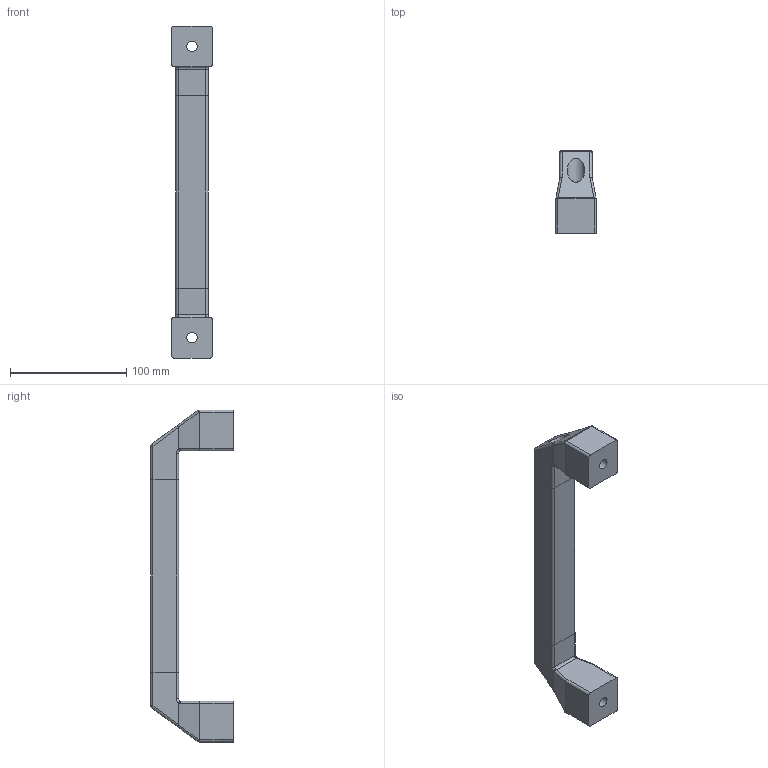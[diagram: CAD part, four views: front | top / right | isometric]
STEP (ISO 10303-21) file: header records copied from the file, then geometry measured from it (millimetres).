
FILE_DESCRIPTION (( 'STEP AP203' ), '1' );
FILE_NAME ('AL-380.0800A.01.STEP', '2023-07-27T13:32:57', ( '' ), ( '' ), 'SwSTEP 2.0', 'SolidWorks 2021', '' );
FILE_SCHEMA (( 'CONFIG_CONTROL_DESIGN' ));
Length unit declared in the file: millimetre
Products named in the file (1): AL-380.0800A.01
Bounding box: 35 x 71 x 285 mm (x, y, z)
Volume: 254137.6 mm3; surface area: 45703.3 mm2
Topology: 3 solids, 3 shells, 88 faces, 220 edges, 138 vertices
Faces by surface type: cylinder 42, plane 34, torus 4, bspline 4, sphere 4
Full cylindrical faces by diameter (mm): 9 x2, 15 x2
Entity records: 2737 total; most frequent: CARTESIAN_POINT 689, ORIENTED_EDGE 424, DIRECTION 394, EDGE_CURVE 212, AXIS2_PLACEMENT_3D 143, VERTEX_POINT 136, LINE 108, VECTOR 108
